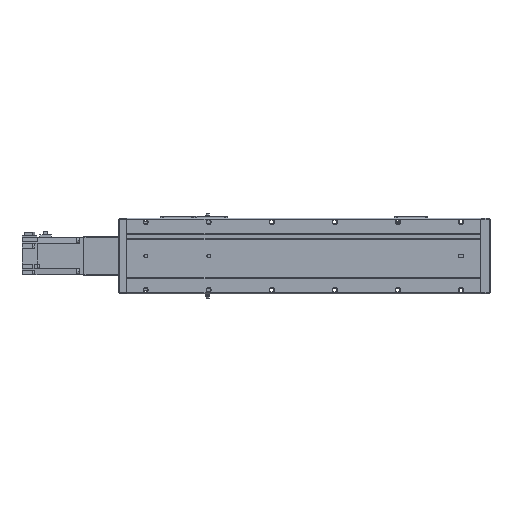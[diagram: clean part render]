
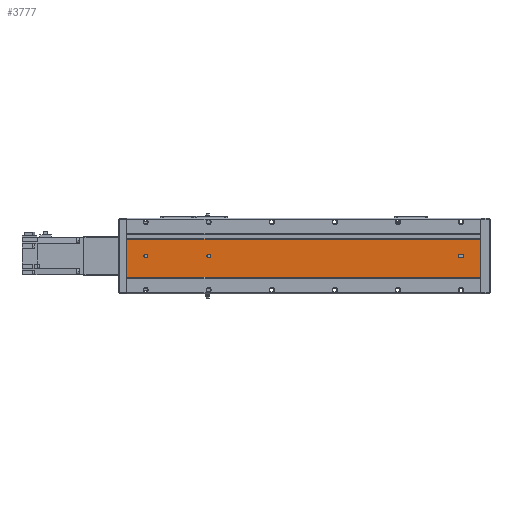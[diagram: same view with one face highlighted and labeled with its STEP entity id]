
A CAD part, front view. The second image highlights one B-rep face of the part: STEP entity #3777.
In plain terms, the highlighted planar face has unit normal (0, -1, 0).
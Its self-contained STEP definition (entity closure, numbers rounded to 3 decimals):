
#871 = VERTEX_POINT ( 'NONE', #9551 ) ;
#1306 = CIRCLE ( 'NONE', #14447, 3. ) ;
#2652 = FACE_OUTER_BOUND ( 'NONE', #4327, .T. ) ;
#2706 = EDGE_CURVE ( 'NONE', #30791, #34328, #27648, .T. ) ;
#2816 = CARTESIAN_POINT ( 'NONE',  ( 561., 1., -34. ) ) ;
#3070 = DIRECTION ( 'NONE',  ( 0., -1., 0. ) ) ;
#3777 = ADVANCED_FACE ( 'NONE', ( #2652, #8711, #15654, #28866 ), #35779, .F. ) ;
#3848 = EDGE_CURVE ( 'NONE', #34713, #7891, #6635, .T. ) ;
#4325 = ORIENTED_EDGE ( 'NONE', *, *, #2706, .F. ) ;
#4327 = EDGE_LOOP ( 'NONE', ( #33272, #17488, #9062, #5516 ) ) ;
#4369 = VECTOR ( 'NONE', #36883, 1000. ) ;
#4557 = CARTESIAN_POINT ( 'NONE',  ( 529., 1., 3. ) ) ;
#4559 = AXIS2_PLACEMENT_3D ( 'NONE', #25184, #29078, #29285 ) ;
#4653 = ORIENTED_EDGE ( 'NONE', *, *, #36124, .F. ) ;
#5516 = ORIENTED_EDGE ( 'NONE', *, *, #26359, .T. ) ;
#5982 = ORIENTED_EDGE ( 'NONE', *, *, #20250, .F. ) ;
#6181 = CARTESIAN_POINT ( 'NONE',  ( 561., 1., -3. ) ) ;
#6290 = EDGE_CURVE ( 'NONE', #40739, #12794, #33192, .T. ) ;
#6635 = CIRCLE ( 'NONE', #13561, 3. ) ;
#6721 = CARTESIAN_POINT ( 'NONE',  ( 529., 1., -3. ) ) ;
#7118 = DIRECTION ( 'NONE',  ( 0., 0., 1. ) ) ;
#7573 = VERTEX_POINT ( 'NONE', #2816 ) ;
#7891 = VERTEX_POINT ( 'NONE', #32008 ) ;
#8686 = CARTESIAN_POINT ( 'NONE',  ( 531., 1., 0. ) ) ;
#8711 = FACE_BOUND ( 'NONE', #13165, .T. ) ;
#9062 = ORIENTED_EDGE ( 'NONE', *, *, #37619, .F. ) ;
#9408 = VECTOR ( 'NONE', #38733, 1000. ) ;
#9551 = CARTESIAN_POINT ( 'NONE',  ( 561., 1., 26.542 ) ) ;
#10666 = CIRCLE ( 'NONE', #39031, 3. ) ;
#11150 = EDGE_LOOP ( 'NONE', ( #20041, #14632, #24555, #4653 ) ) ;
#12064 = EDGE_CURVE ( 'NONE', #32123, #25046, #35198, .T. ) ;
#12648 = DIRECTION ( 'NONE',  ( -1., 0., 0. ) ) ;
#12794 = VERTEX_POINT ( 'NONE', #4557 ) ;
#13165 = EDGE_LOOP ( 'NONE', ( #33470, #4325 ) ) ;
#13561 = AXIS2_PLACEMENT_3D ( 'NONE', #19535, #3070, #31899 ) ;
#13961 = CARTESIAN_POINT ( 'NONE',  ( 30., 1., -3. ) ) ;
#14447 = AXIS2_PLACEMENT_3D ( 'NONE', #23193, #25005, #38227 ) ;
#14561 = CIRCLE ( 'NONE', #22171, 3. ) ;
#14632 = ORIENTED_EDGE ( 'NONE', *, *, #40402, .F. ) ;
#15377 = CARTESIAN_POINT ( 'NONE',  ( 30., 1., 3. ) ) ;
#15415 = CARTESIAN_POINT ( 'NONE',  ( 561., 1., 26.542 ) ) ;
#15467 = VECTOR ( 'NONE', #12648, 1000. ) ;
#15654 = FACE_BOUND ( 'NONE', #25277, .T. ) ;
#15944 = DIRECTION ( 'NONE',  ( 1., 0., 0. ) ) ;
#15981 = DIRECTION ( 'NONE',  ( 0., 0., 1. ) ) ;
#16583 = LINE ( 'NONE', #6181, #39065 ) ;
#17488 = ORIENTED_EDGE ( 'NONE', *, *, #40160, .F. ) ;
#19003 = LINE ( 'NONE', #28550, #9408 ) ;
#19436 = DIRECTION ( 'NONE',  ( 0., -1., 0. ) ) ;
#19535 = CARTESIAN_POINT ( 'NONE',  ( 130., 1., 0. ) ) ;
#20041 = ORIENTED_EDGE ( 'NONE', *, *, #40948, .F. ) ;
#20120 = DIRECTION ( 'NONE',  ( 0., -1., 0. ) ) ;
#20250 = EDGE_CURVE ( 'NONE', #7891, #34713, #40685, .T. ) ;
#21019 = ORIENTED_EDGE ( 'NONE', *, *, #3848, .F. ) ;
#21486 = DIRECTION ( 'NONE',  ( 0., 0., 1. ) ) ;
#21556 = DIRECTION ( 'NONE',  ( 0., 0., -1. ) ) ;
#22171 = AXIS2_PLACEMENT_3D ( 'NONE', #8686, #25376, #21486 ) ;
#23193 = CARTESIAN_POINT ( 'NONE',  ( 30., 1., 0. ) ) ;
#23443 = CARTESIAN_POINT ( 'NONE',  ( 561., 1., 3. ) ) ;
#23471 = CARTESIAN_POINT ( 'NONE',  ( 529., 1., 0. ) ) ;
#23796 = VERTEX_POINT ( 'NONE', #39596 ) ;
#24555 = ORIENTED_EDGE ( 'NONE', *, *, #6290, .F. ) ;
#25005 = DIRECTION ( 'NONE',  ( 0., -1., 0. ) ) ;
#25046 = VERTEX_POINT ( 'NONE', #26630 ) ;
#25184 = CARTESIAN_POINT ( 'NONE',  ( 561., 1., 26.542 ) ) ;
#25277 = EDGE_LOOP ( 'NONE', ( #5982, #21019 ) ) ;
#25376 = DIRECTION ( 'NONE',  ( 0., -1., 0. ) ) ;
#26359 = EDGE_CURVE ( 'NONE', #871, #32123, #19003, .T. ) ;
#26630 = CARTESIAN_POINT ( 'NONE',  ( 0., 1., -34. ) ) ;
#27648 = CIRCLE ( 'NONE', #39413, 3. ) ;
#27944 = DIRECTION ( 'NONE',  ( 0., -1., 0. ) ) ;
#28550 = CARTESIAN_POINT ( 'NONE',  ( 561., 1., 26.542 ) ) ;
#28866 = FACE_BOUND ( 'NONE', #11150, .T. ) ;
#29078 = DIRECTION ( 'NONE',  ( 0., 1., 0. ) ) ;
#29285 = DIRECTION ( 'NONE',  ( 1., 0., 0. ) ) ;
#29450 = VERTEX_POINT ( 'NONE', #6721 ) ;
#29754 = CARTESIAN_POINT ( 'NONE',  ( 561., 1., -34. ) ) ;
#29778 = VECTOR ( 'NONE', #21556, 1000. ) ;
#30320 = AXIS2_PLACEMENT_3D ( 'NONE', #37879, #19436, #15981 ) ;
#30511 = CARTESIAN_POINT ( 'NONE',  ( 531., 1., 3. ) ) ;
#30555 = EDGE_CURVE ( 'NONE', #34328, #30791, #1306, .T. ) ;
#30791 = VERTEX_POINT ( 'NONE', #15377 ) ;
#31410 = DIRECTION ( 'NONE',  ( 0., 0., 1. ) ) ;
#31658 = DIRECTION ( 'NONE',  ( 0., 0., -1. ) ) ;
#31899 = DIRECTION ( 'NONE',  ( 0., 0., 1. ) ) ;
#32008 = CARTESIAN_POINT ( 'NONE',  ( 130., 1., -3. ) ) ;
#32123 = VERTEX_POINT ( 'NONE', #37973 ) ;
#33192 = LINE ( 'NONE', #23443, #4369 ) ;
#33272 = ORIENTED_EDGE ( 'NONE', *, *, #12064, .T. ) ;
#33470 = ORIENTED_EDGE ( 'NONE', *, *, #30555, .F. ) ;
#34328 = VERTEX_POINT ( 'NONE', #13961 ) ;
#34713 = VERTEX_POINT ( 'NONE', #39708 ) ;
#35120 = LINE ( 'NONE', #15415, #41737 ) ;
#35198 = LINE ( 'NONE', #41720, #29778 ) ;
#35779 = PLANE ( 'NONE',  #4559 ) ;
#36124 = EDGE_CURVE ( 'NONE', #23796, #40739, #14561, .T. ) ;
#36883 = DIRECTION ( 'NONE',  ( -1., 0., 0. ) ) ;
#37619 = EDGE_CURVE ( 'NONE', #871, #7573, #35120, .T. ) ;
#37879 = CARTESIAN_POINT ( 'NONE',  ( 130., 1., 0. ) ) ;
#37973 = CARTESIAN_POINT ( 'NONE',  ( 0., 1., 26.542 ) ) ;
#38227 = DIRECTION ( 'NONE',  ( 0., 0., 1. ) ) ;
#38733 = DIRECTION ( 'NONE',  ( -1., 0., 0. ) ) ;
#39031 = AXIS2_PLACEMENT_3D ( 'NONE', #23471, #27944, #31410 ) ;
#39065 = VECTOR ( 'NONE', #15944, 1000. ) ;
#39413 = AXIS2_PLACEMENT_3D ( 'NONE', #39837, #20120, #7118 ) ;
#39596 = CARTESIAN_POINT ( 'NONE',  ( 531., 1., -3. ) ) ;
#39708 = CARTESIAN_POINT ( 'NONE',  ( 130., 1., 3. ) ) ;
#39837 = CARTESIAN_POINT ( 'NONE',  ( 30., 1., 0. ) ) ;
#40160 = EDGE_CURVE ( 'NONE', #7573, #25046, #42140, .T. ) ;
#40402 = EDGE_CURVE ( 'NONE', #12794, #29450, #10666, .T. ) ;
#40685 = CIRCLE ( 'NONE', #30320, 3. ) ;
#40739 = VERTEX_POINT ( 'NONE', #30511 ) ;
#40948 = EDGE_CURVE ( 'NONE', #29450, #23796, #16583, .T. ) ;
#41720 = CARTESIAN_POINT ( 'NONE',  ( 0., 1., 26.542 ) ) ;
#41737 = VECTOR ( 'NONE', #31658, 1000. ) ;
#42140 = LINE ( 'NONE', #29754, #15467 ) ;
